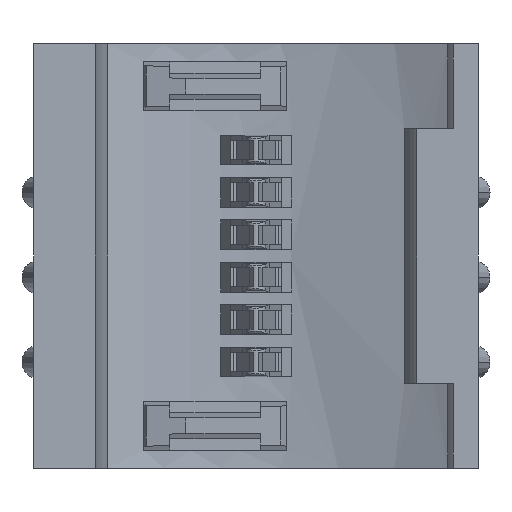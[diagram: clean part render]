
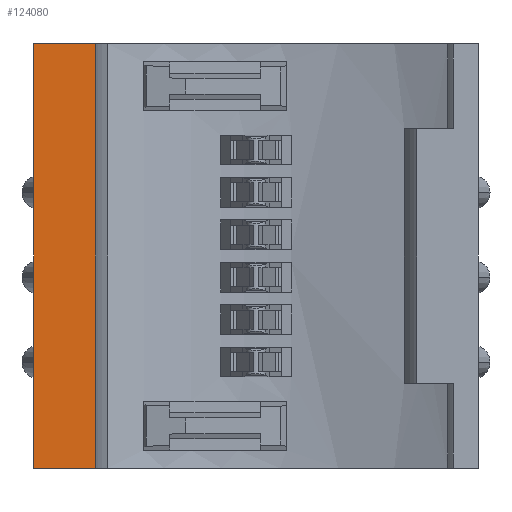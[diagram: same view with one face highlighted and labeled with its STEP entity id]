
A CAD part, front view. The second image highlights one B-rep face of the part: STEP entity #124080.
In plain terms, the highlighted face is planar.
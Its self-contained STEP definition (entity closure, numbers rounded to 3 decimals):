
#123490=CARTESIAN_POINT('',(-30.829,-60.601,
81.5));
#123500=VERTEX_POINT('',#123490);
#123530=CARTESIAN_POINT('',(-30.829,-60.601,
57.05));
#123540=DIRECTION('',(0.,0.,-1.));
#123550=VECTOR('',#123540,1.);
#123560=LINE('',#123530,#123550);
#123570=CARTESIAN_POINT('',(-30.829,-60.601,
0.));
#123580=VERTEX_POINT('',#123570);
#123590=EDGE_CURVE('',#123500,#123580,#123560,.T.);
#123780=CARTESIAN_POINT('',(-42.688,-60.601,
57.05));
#123790=DIRECTION('',(0.,-1.,0.));
#123800=DIRECTION('',(-1.,0.,0.));
#123810=AXIS2_PLACEMENT_3D('',#123780,#123790,#123800);
#123820=PLANE('',#123810);
#123830=ORIENTED_EDGE('',*,*,#123590,.T.);
#123840=CARTESIAN_POINT('',(66.679,-60.601,
81.5));
#123850=DIRECTION('',(-1.,0.,0.));
#123860=VECTOR('',#123850,1.);
#123870=LINE('',#123840,#123860);
#123880=CARTESIAN_POINT('',(-42.688,-60.601,
81.5));
#123890=VERTEX_POINT('',#123880);
#123900=EDGE_CURVE('',#123500,#123890,#123870,.T.);
#123910=ORIENTED_EDGE('',*,*,#123900,.F.);
#123920=CARTESIAN_POINT('',(-42.688,-60.601,
57.05));
#123930=DIRECTION('',(0.,0.,-1.));
#123940=VECTOR('',#123930,1.);
#123950=LINE('',#123920,#123940);
#123960=CARTESIAN_POINT('',(-42.688,-60.601,
0.));
#123970=VERTEX_POINT('',#123960);
#123980=EDGE_CURVE('',#123890,#123970,#123950,.T.);
#123990=ORIENTED_EDGE('',*,*,#123980,.F.);
#124000=CARTESIAN_POINT('',(66.679,-60.601,
0.));
#124010=DIRECTION('',(-1.,0.,0.));
#124020=VECTOR('',#124010,1.);
#124030=LINE('',#124000,#124020);
#124040=EDGE_CURVE('',#123580,#123970,#124030,.T.);
#124050=ORIENTED_EDGE('',*,*,#124040,.T.);
#124060=EDGE_LOOP('',(#124050,#123990,#123910,#123830));
#124070=FACE_OUTER_BOUND('',#124060,.T.);
#124080=ADVANCED_FACE('',(#124070),#123820,.F.);
